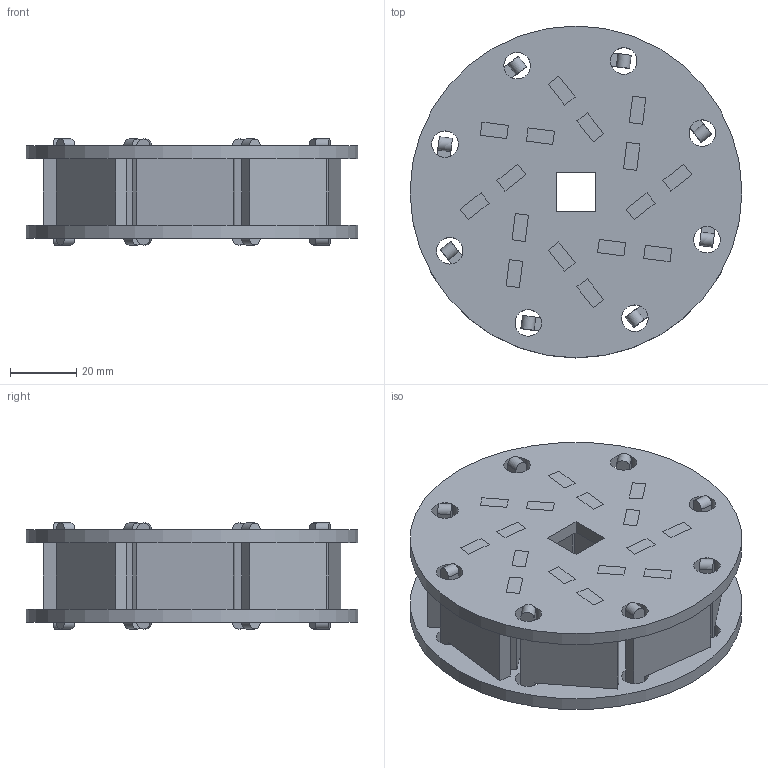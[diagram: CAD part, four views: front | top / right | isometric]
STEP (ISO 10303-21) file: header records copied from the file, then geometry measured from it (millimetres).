
FILE_DESCRIPTION(/* description */ (''),/* implementation_level */ '2;1');
FILE_NAME(/* name */ 'magazine v3.step',/* time_stamp */ '2017-02-06T14:57:38+01:00',/* author */ (''),/* organization */ (''),/* preprocessor_version */ 'ST-DEVELOPER v16.5',/* originating_system */ 'Autodesk Translation Framework v5.2.0.2920',/* authorisation */ '');
FILE_SCHEMA (('AUTOMOTIVE_DESIGN { 1 0 10303 214 3 1 1 }'));
Length unit declared in the file: millimetre
Products named in the file (5): magazine v3; Magazine_Back; Magazine_top; separator; door
Assembly tree (18 placements, depth 2):
  magazine v3
    separator  x8
    Magazine_Back
    Magazine_top
    door  x8
Bounding box: 100 x 100 x 32 mm (x, y, z)
Volume: 100381 mm3; surface area: 66059.6 mm2
Topology: 18 solids, 18 shells, 414 faces, 1134 edges, 756 vertices
Faces by surface type: plane 380, cylinder 34
Full cylindrical faces by diameter (mm): 8 x16, 100 x2
Entity records: 6457 total; most frequent: CARTESIAN_POINT 1105, ORIENTED_EDGE 1056, DIRECTION 994, EDGE_CURVE 528, LINE 488, VECTOR 488, VERTEX_POINT 364, EDGE_LOOP 308
